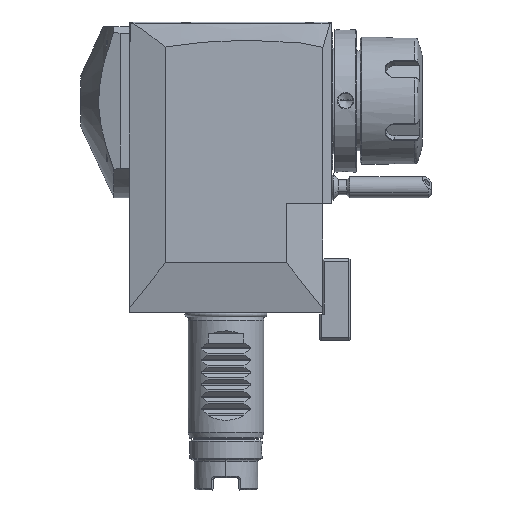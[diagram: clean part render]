
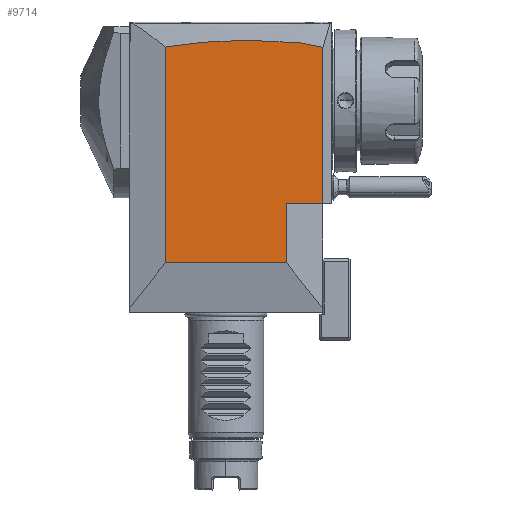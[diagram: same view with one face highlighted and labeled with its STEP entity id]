
A CAD part, top view. The second image highlights one B-rep face of the part: STEP entity #9714.
In plain terms, the highlighted planar face has unit normal (0, 0, 1).
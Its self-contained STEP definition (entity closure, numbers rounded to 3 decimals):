
#347=DIRECTION('',(1.,0.,0.));
#348=VECTOR('',#347,40.);
#349=CARTESIAN_POINT('',(-20.,16.466,32.));
#350=LINE('',#349,#348);
#359=CARTESIAN_POINT('',(32.,87.639,32.));
#360=CARTESIAN_POINT('',(31.717,87.725,32.));
#361=CARTESIAN_POINT('',(31.147,87.886,32.));
#362=CARTESIAN_POINT('',(30.274,88.104,32.));
#363=CARTESIAN_POINT('',(29.397,88.299,32.));
#364=CARTESIAN_POINT('',(28.53,88.472,32.));
#365=CARTESIAN_POINT('',(27.667,88.629,32.));
#366=CARTESIAN_POINT('',(26.761,88.779,32.));
#367=CARTESIAN_POINT('',(25.77,88.928,32.));
#368=CARTESIAN_POINT('',(24.649,89.079,32.));
#369=CARTESIAN_POINT('',(23.374,89.231,32.));
#370=CARTESIAN_POINT('',(21.942,89.381,32.));
#371=CARTESIAN_POINT('',(20.352,89.523,32.));
#372=CARTESIAN_POINT('',(18.579,89.654,32.));
#373=CARTESIAN_POINT('',(16.596,89.772,32.));
#374=CARTESIAN_POINT('',(14.369,89.871,32.));
#375=CARTESIAN_POINT('',(11.835,89.945,32.));
#376=CARTESIAN_POINT('',(8.953,89.982,32.));
#377=CARTESIAN_POINT('',(5.718,89.968,32.));
#378=CARTESIAN_POINT('',(2.206,89.888,32.));
#379=CARTESIAN_POINT('',(-1.36,89.74,32.));
#380=CARTESIAN_POINT('',(-4.885,89.528,32.));
#381=CARTESIAN_POINT('',(-8.303,89.258,32.));
#382=CARTESIAN_POINT('',(-11.57,88.934,32.));
#383=CARTESIAN_POINT('',(-14.643,88.566,32.));
#384=CARTESIAN_POINT('',(-17.487,88.161,32.));
#385=CARTESIAN_POINT('',(-19.192,87.878,32.));
#386=CARTESIAN_POINT('',(-20.,87.734,32.));
#388=DIRECTION('',(0.,-1.,0.));
#389=VECTOR('',#388,51.639);
#390=CARTESIAN_POINT('',(32.,87.639,32.));
#391=LINE('',#390,#389);
#392=DIRECTION('',(0.,1.,0.));
#393=VECTOR('',#392,19.534);
#394=CARTESIAN_POINT('',(20.,16.466,32.));
#395=LINE('',#394,#393);
#428=DIRECTION('',(0.,-1.,0.));
#429=VECTOR('',#428,71.267);
#430=CARTESIAN_POINT('',(-20.,87.734,32.));
#431=LINE('',#430,#429);
#789=DIRECTION('',(1.,0.,0.));
#790=VECTOR('',#789,12.);
#791=CARTESIAN_POINT('',(20.,36.,32.));
#792=LINE('',#791,#790);
#8445=CARTESIAN_POINT('',(-20.,16.466,32.));
#8446=CARTESIAN_POINT('',(20.,16.466,32.));
#8447=VERTEX_POINT('',#8445);
#8448=VERTEX_POINT('',#8446);
#8833=CARTESIAN_POINT('',(32.,87.639,32.));
#8834=CARTESIAN_POINT('',(32.,36.,32.));
#8835=VERTEX_POINT('',#8833);
#8836=VERTEX_POINT('',#8834);
#8850=VERTEX_POINT('',#386);
#8868=CARTESIAN_POINT('',(20.,36.,32.));
#8869=VERTEX_POINT('',#8868);
#9697=CARTESIAN_POINT('',(-35.103,36.,32.));
#9698=DIRECTION('',(0.,0.,1.));
#9699=DIRECTION('',(1.,0.,0.));
#9700=AXIS2_PLACEMENT_3D('',#9697,#9698,#9699);
#9701=PLANE('',#9700);
#9703=ORIENTED_EDGE('',*,*,#9702,.F.);
#9705=ORIENTED_EDGE('',*,*,#9704,.F.);
#9707=ORIENTED_EDGE('',*,*,#9706,.T.);
#9709=ORIENTED_EDGE('',*,*,#9708,.F.);
#9710=ORIENTED_EDGE('',*,*,#9689,.F.);
#9711=ORIENTED_EDGE('',*,*,#9678,.F.);
#9712=EDGE_LOOP('',(#9703,#9705,#9707,#9709,#9710,#9711));
#9713=FACE_OUTER_BOUND('',#9712,.F.);
#387=B_SPLINE_CURVE_WITH_KNOTS('',3,(#359,#360,#361,#362,#363,#364,#365,#366,
#367,#368,#369,#370,#371,#372,#373,#374,#375,#376,#377,#378,#379,#380,#381,#382,
#383,#384,#385,#386),.UNSPECIFIED.,.F.,.F.,(4,1,1,1,1,1,1,1,1,1,1,1,1,1,1,1,1,1,
1,1,1,1,1,1,1,4),(0.,0.04,0.08,0.12,0.16,0.2,0.24,0.28,0.32,
0.36,0.4,0.44,0.48,0.52,0.56,0.6,0.64,0.68,0.72,0.76,
0.8,0.84,0.88,0.92,0.96,1.),.UNSPECIFIED.);
#9678=EDGE_CURVE('',#8447,#8448,#350,.T.);
#9689=EDGE_CURVE('',#8448,#8869,#395,.T.);
#9702=EDGE_CURVE('',#8850,#8447,#431,.T.);
#9704=EDGE_CURVE('',#8835,#8850,#387,.T.);
#9706=EDGE_CURVE('',#8835,#8836,#391,.T.);
#9708=EDGE_CURVE('',#8869,#8836,#792,.T.);
#9714=ADVANCED_FACE('',(#9713),#9701,.T.);
